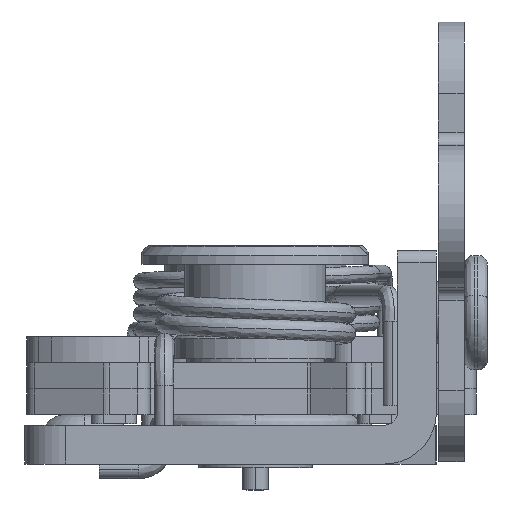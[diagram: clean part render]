
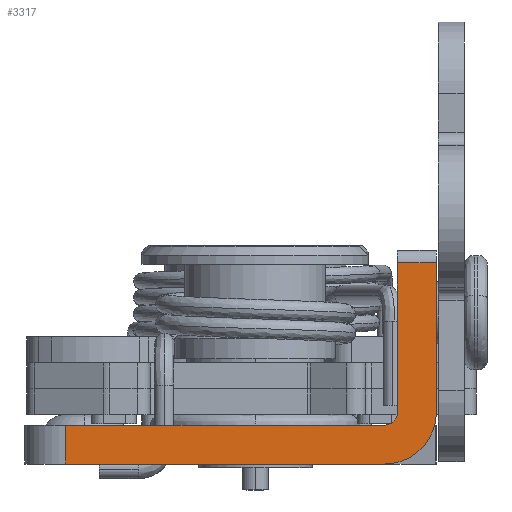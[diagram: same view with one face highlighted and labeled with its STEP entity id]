
A CAD part, left-side view. The second image highlights one B-rep face of the part: STEP entity #3317.
In plain terms, the highlighted planar face has unit normal (-1, 0, 0).
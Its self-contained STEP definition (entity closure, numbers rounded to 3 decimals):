
#174 = DIRECTION ( 'NONE',  ( 1., 0., 0. ) ) ;
#188 = EDGE_CURVE ( 'NONE', #4984, #12198, #7556, .T. ) ;
#282 = DIRECTION ( 'NONE',  ( 0., -1., 0. ) ) ;
#694 = DIRECTION ( 'NONE',  ( 0., 0., -1. ) ) ;
#1349 = EDGE_CURVE ( 'NONE', #4984, #4918, #18389, .T. ) ;
#1401 = CARTESIAN_POINT ( 'NONE',  ( -12.928, 29.75, 3. ) ) ;
#1440 = DIRECTION ( 'NONE',  ( 0., 0., 1. ) ) ;
#1685 = VECTOR ( 'NONE', #2061, 1000. ) ;
#1903 = DIRECTION ( 'NONE',  ( 0., -1., 0. ) ) ;
#1939 = LINE ( 'NONE', #4904, #5474 ) ;
#2061 = DIRECTION ( 'NONE',  ( 0., 1., 0. ) ) ;
#2413 = CARTESIAN_POINT ( 'NONE',  ( -12.928, 28.75, 4. ) ) ;
#2548 = EDGE_CURVE ( 'NONE', #11848, #4044, #14094, .T. ) ;
#3128 = DIRECTION ( 'NONE',  ( 0., -1., 0. ) ) ;
#3317 = ADVANCED_FACE ( 'NONE', ( #10929 ), #6153, .F. ) ;
#3560 = LINE ( 'NONE', #5015, #1685 ) ;
#3906 = CARTESIAN_POINT ( 'NONE',  ( -12.928, 28.75, 15.5 ) ) ;
#4044 = VERTEX_POINT ( 'NONE', #7629 ) ;
#4296 = ORIENTED_EDGE ( 'NONE', *, *, #15092, .F. ) ;
#4512 = CARTESIAN_POINT ( 'NONE',  ( -12.928, 25.75, 15.5 ) ) ;
#4588 = DIRECTION ( 'NONE',  ( 0., 1., 0. ) ) ;
#4904 = CARTESIAN_POINT ( 'NONE',  ( -12.928, 28.75, 3. ) ) ;
#4918 = VERTEX_POINT ( 'NONE', #3906 ) ;
#4984 = VERTEX_POINT ( 'NONE', #2413 ) ;
#5015 = CARTESIAN_POINT ( 'NONE',  ( -12.928, 29.925, 0. ) ) ;
#5249 = EDGE_CURVE ( 'NONE', #4918, #16460, #19394, .T. ) ;
#5323 = EDGE_CURVE ( 'NONE', #9623, #11848, #3560, .T. ) ;
#5474 = VECTOR ( 'NONE', #3128, 1000. ) ;
#6024 = CARTESIAN_POINT ( 'NONE',  ( -12.928, 28.75, 0. ) ) ;
#6048 = ORIENTED_EDGE ( 'NONE', *, *, #1349, .F. ) ;
#6153 = PLANE ( 'NONE',  #17858 ) ;
#7011 = ORIENTED_EDGE ( 'NONE', *, *, #2548, .F. ) ;
#7080 = AXIS2_PLACEMENT_3D ( 'NONE', #11734, #14584, #8493 ) ;
#7379 = CARTESIAN_POINT ( 'NONE',  ( -12.928, 54.325, 0. ) ) ;
#7491 = CARTESIAN_POINT ( 'NONE',  ( -12.928, 25.75, 4. ) ) ;
#7556 = CIRCLE ( 'NONE', #9812, 1. ) ;
#7629 = CARTESIAN_POINT ( 'NONE',  ( -12.928, 54.325, 3. ) ) ;
#7747 = VECTOR ( 'NONE', #1440, 1000. ) ;
#8143 = LINE ( 'NONE', #12327, #13129 ) ;
#8493 = DIRECTION ( 'NONE',  ( 0., -1., 0. ) ) ;
#9623 = VERTEX_POINT ( 'NONE', #12894 ) ;
#9812 = AXIS2_PLACEMENT_3D ( 'NONE', #13659, #18406, #1903 ) ;
#10929 = FACE_OUTER_BOUND ( 'NONE', #14923, .T. ) ;
#11734 = CARTESIAN_POINT ( 'NONE',  ( -12.928, 29.75, 4. ) ) ;
#11848 = VERTEX_POINT ( 'NONE', #7379 ) ;
#12078 = ORIENTED_EDGE ( 'NONE', *, *, #5323, .F. ) ;
#12198 = VERTEX_POINT ( 'NONE', #1401 ) ;
#12327 = CARTESIAN_POINT ( 'NONE',  ( -12.928, 25.75, 0. ) ) ;
#12770 = VECTOR ( 'NONE', #282, 1000. ) ;
#12894 = CARTESIAN_POINT ( 'NONE',  ( -12.928, 29.75, 0. ) ) ;
#13091 = DIRECTION ( 'NONE',  ( 0., 0., 1. ) ) ;
#13129 = VECTOR ( 'NONE', #694, 1000. ) ;
#13594 = ORIENTED_EDGE ( 'NONE', *, *, #188, .T. ) ;
#13659 = CARTESIAN_POINT ( 'NONE',  ( -12.928, 29.75, 4. ) ) ;
#14094 = LINE ( 'NONE', #17586, #17897 ) ;
#14244 = CIRCLE ( 'NONE', #7080, 4. ) ;
#14584 = DIRECTION ( 'NONE',  ( 1., 0., 0. ) ) ;
#14923 = EDGE_LOOP ( 'NONE', ( #13594, #16507, #7011, #12078, #4296, #15370, #17811, #6048 ) ) ;
#15092 = EDGE_CURVE ( 'NONE', #18945, #9623, #14244, .T. ) ;
#15276 = CARTESIAN_POINT ( 'NONE',  ( -12.928, 28.75, 15.5 ) ) ;
#15321 = EDGE_CURVE ( 'NONE', #4044, #12198, #1939, .T. ) ;
#15352 = EDGE_CURVE ( 'NONE', #16460, #18945, #8143, .T. ) ;
#15370 = ORIENTED_EDGE ( 'NONE', *, *, #15352, .F. ) ;
#16460 = VERTEX_POINT ( 'NONE', #4512 ) ;
#16507 = ORIENTED_EDGE ( 'NONE', *, *, #15321, .F. ) ;
#16762 = CARTESIAN_POINT ( 'NONE',  ( -12.928, 28.75, 0. ) ) ;
#17586 = CARTESIAN_POINT ( 'NONE',  ( -12.928, 54.325, 0. ) ) ;
#17811 = ORIENTED_EDGE ( 'NONE', *, *, #5249, .F. ) ;
#17858 = AXIS2_PLACEMENT_3D ( 'NONE', #16762, #174, #4588 ) ;
#17897 = VECTOR ( 'NONE', #13091, 1000. ) ;
#18389 = LINE ( 'NONE', #6024, #7747 ) ;
#18406 = DIRECTION ( 'NONE',  ( 1., 0., 0. ) ) ;
#18945 = VERTEX_POINT ( 'NONE', #7491 ) ;
#19394 = LINE ( 'NONE', #15276, #12770 ) ;
